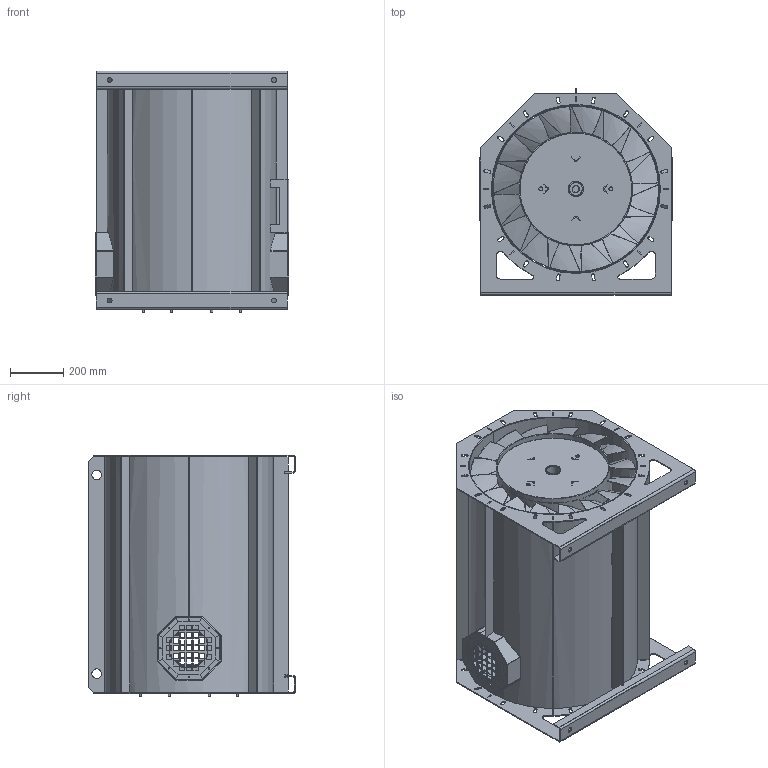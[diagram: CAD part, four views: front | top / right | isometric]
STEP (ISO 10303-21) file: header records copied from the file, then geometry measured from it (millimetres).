
FILE_DESCRIPTION(('STEP AP203'), '1');
FILE_NAME('Âåíòèëÿòîð ïîä êîëåñî 30-160 â ñáîðå', '', ('UNSPECIFIED'), ('UNSPECIFIED'), 'ASCON STEP Converter 1.3', 'ASCON Math Kernel', '');
FILE_SCHEMA(('CONFIG_CONTROL_DESIGN'));
Length unit declared in the file: millimetre
Bounding box: 731.23 x 778.5 x 913 mm (x, y, z)
Volume: 15885144.3 mm3; surface area: 13173503.4 mm2
Topology: 81 solids, 81 shells, 3174 faces, 8299 edges, 5299 vertices
Faces by surface type: plane 2195, cylinder 692, bspline 256, cone 22, torus 9
Full cylindrical faces by diameter (mm): 5 x108, 8 x9, 10 x8, 11 x16, 15 x8, 18 x4, 36 x2, 48 x1, 58 x4, 70 x1, 181.5 x1, 430 x1
Entity records: 131914 total; most frequent: CARTESIAN_POINT 28797, ORIENTED_EDGE 16214, DIRECTION 14482, EDGE_CURVE 8107, LINE 5806, VECTOR 5806, VERTEX_POINT 5299, AXIS2_PLACEMENT_3D 4338
